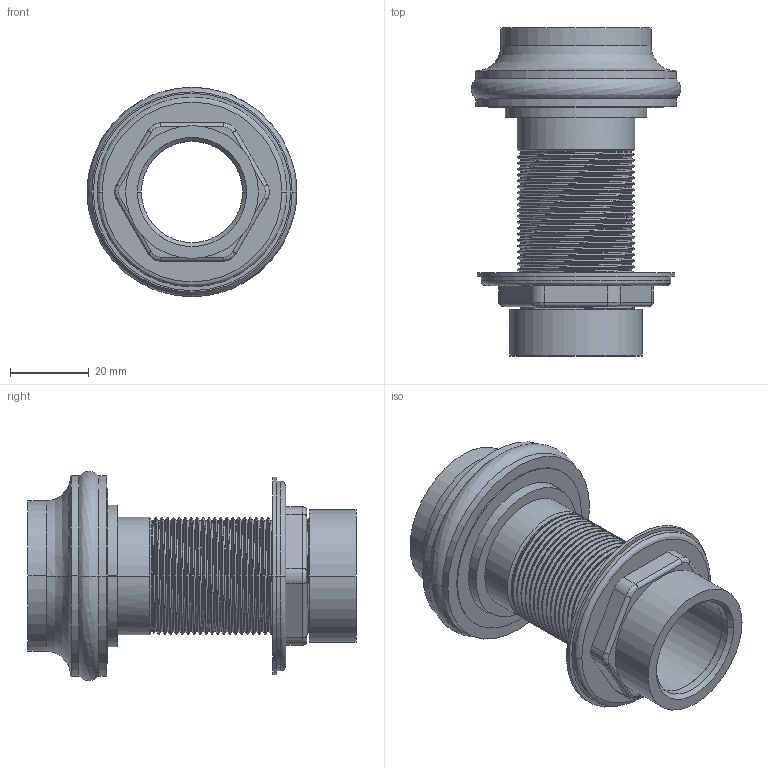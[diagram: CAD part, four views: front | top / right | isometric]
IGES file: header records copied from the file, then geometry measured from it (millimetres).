
Start section:  PTC IGES file: 289-10_sw0001.igs
Global section: file name: 289-10_sw0001.igs; native system: Pro/ENGINEER by Parametric Technology Corporation; preprocessor: 2009300; author: pnmurthy; organization: Unknown; date: 20110715.124234; units: inch
Bounding box: 53.1 x 83.17 x 53.1 mm (x, y, z)
Surface area: 35298.8 mm2 (no closed solid volume)
Topology: 0 solids, 0 shells, 243 faces, 1240 edges, 1240 vertices
Faces by surface type: revolution 170, bspline 73
